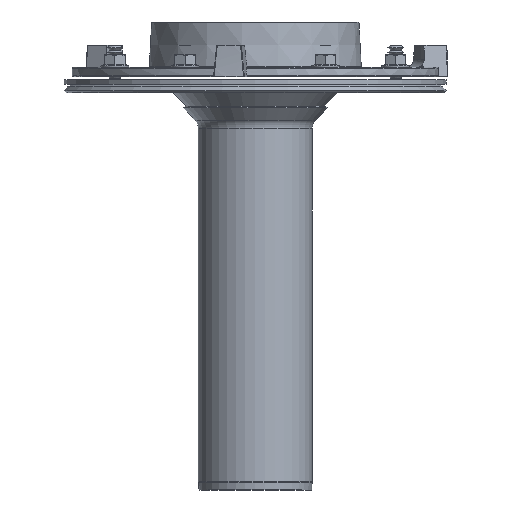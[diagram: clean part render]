
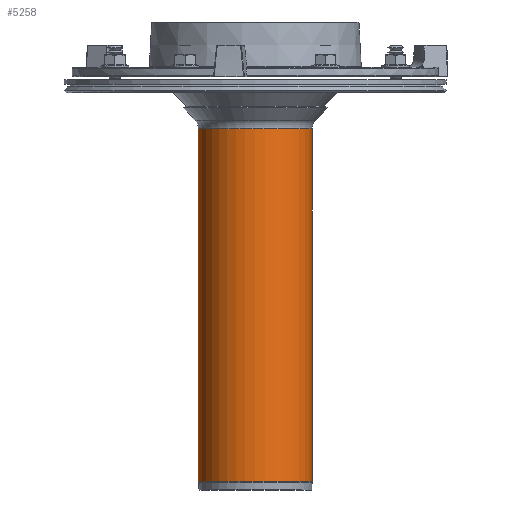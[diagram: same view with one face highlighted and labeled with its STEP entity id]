
A CAD part, front view. The second image highlights one B-rep face of the part: STEP entity #5258.
In plain terms, the highlighted cylindrical face has radius 365 mm (diameter 730 mm), a full revolution.
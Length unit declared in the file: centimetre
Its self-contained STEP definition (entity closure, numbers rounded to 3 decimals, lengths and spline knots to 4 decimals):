
#118=CYLINDRICAL_SURFACE('',#6501,36.5);
#715=FACE_OUTER_BOUND('',#1133,.T.);
#1133=EDGE_LOOP('',(#4062,#4063,#4064,#4065));
#1558=CIRCLE('',#6485,36.5);
#1566=CIRCLE('',#6499,36.5);
#2004=VERTEX_POINT('',#9941);
#2010=VERTEX_POINT('',#9965);
#2709=EDGE_CURVE('',#2004,#2004,#1558,.T.);
#2721=EDGE_CURVE('',#2010,#2010,#1566,.T.);
#2723=EDGE_CURVE('',#2004,#2010,#5629,.T.);
#4062=ORIENTED_EDGE('',*,*,#2709,.F.);
#4063=ORIENTED_EDGE('',*,*,#2723,.T.);
#4064=ORIENTED_EDGE('',*,*,#2721,.T.);
#4065=ORIENTED_EDGE('',*,*,#2723,.F.);
#5258=ADVANCED_FACE('',(#715),#118,.T.);
#5629=LINE('',#9971,#5919);
#5919=VECTOR('',#7928,36.5);
#6485=AXIS2_PLACEMENT_3D('',#9943,#7889,#7890);
#6499=AXIS2_PLACEMENT_3D('',#9967,#7921,#7922);
#6501=AXIS2_PLACEMENT_3D('',#9970,#7926,#7927);
#7889=DIRECTION('center_axis',(0.,0.,
-1.));
#7890=DIRECTION('ref_axis',(1.,0.,0.));
#7921=DIRECTION('center_axis',(0.,0.,
-1.));
#7922=DIRECTION('ref_axis',(1.,0.,0.));
#7926=DIRECTION('center_axis',(0.,0.,
-1.));
#7927=DIRECTION('ref_axis',(-1.,0.,0.));
#7928=DIRECTION('',(0.,0.,1.));
#9941=CARTESIAN_POINT('',(35.9685,-0.0501,60.4366));
#9943=CARTESIAN_POINT('Origin',(-0.5315,-0.0501,
60.4366));
#9965=CARTESIAN_POINT('',(35.9685,-0.0501,286.5108));
#9967=CARTESIAN_POINT('Origin',(-0.5315,-0.0501,
286.5108));
#9970=CARTESIAN_POINT('Origin',(-0.5315,-0.0501,
145.9737));
#9971=CARTESIAN_POINT('',(35.9685,-0.0501,145.9737));
